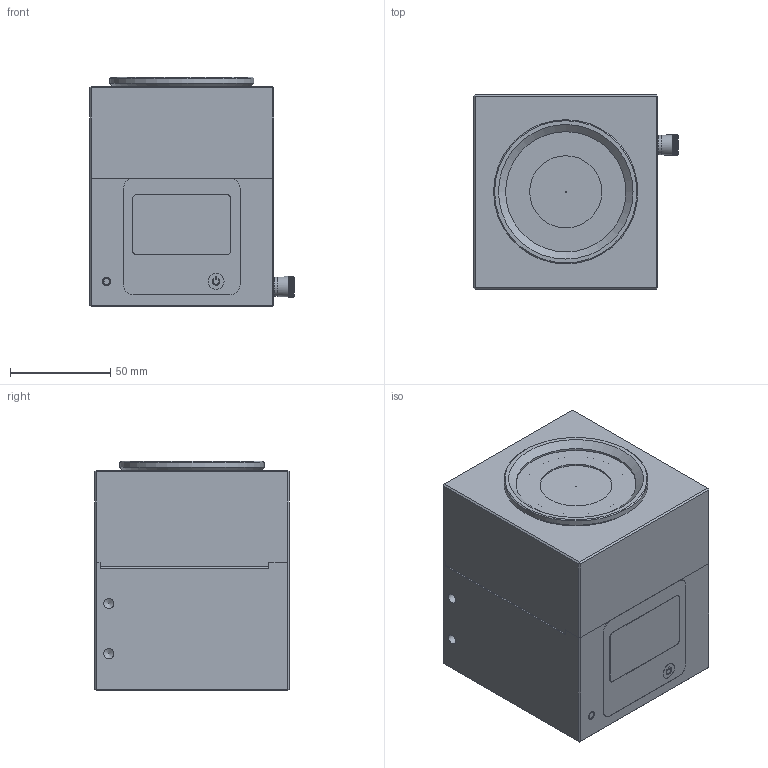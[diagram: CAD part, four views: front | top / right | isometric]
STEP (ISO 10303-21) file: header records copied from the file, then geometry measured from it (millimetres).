
FILE_DESCRIPTION(/* description */ (''),/* implementation_level */ '2;1');
FILE_NAME(/* name */ 'CUBE-L1-STEP',/* time_stamp */ '2020-11-30T09:40:33+01:00',/* author */ (''),/* organization */ (''),/* preprocessor_version */ 'ST-DEVELOPER v16.5',/* originating_system */ 'HiCAD 2020 2501.0 Build 260',/* authorisation */ '');
FILE_SCHEMA (('AUTOMOTIVE_DESIGN { 1 0 10303 214 1 1 1 1 }'));
Products named in the file (20): Root; Displayfolie; Sichtglas; Druckknopf; Schrift; kborC9D4rlcb; 629105136821; 2; 3; CUBE-R-Einrichtdeckel; Cube-L; cerl0408681F4gcs; Teil; sgro2E889B683on7; MLA
Assembly tree (19 placements, depth 4):
  Root
    Displayfolie
      Sichtglas
      Druckknopf
        Schrift
    kborC9D4rlcb
    629105136821
      2
      3
      3
      3
      3
      3
    CUBE-R-Einrichtdeckel
    Cube-L
    cerl0408681F4gcs
      Teil
      Teil
    sgro2E889B683on7
    MLA
Bounding box: 102.23 x 97 x 114.55 mm (x, y, z)
Volume: 974280 mm3; surface area: 99376.5 mm2
Topology: 18 solids, 18 shells, 1137 faces, 2784 edges, 1704 vertices
Faces by surface type: plane 731, cylinder 298, cone 73, sphere 13, bspline 12, torus 10
Full cylindrical faces by diameter (mm): 0.48 x4, 0.6 x3, 0.7 x4, 0.78 x3, 0.82 x3, 0.85 x3, 0.9 x3, 1.3 x6, 1.35 x3, 2 x3, 3.3 x2, 4 x1, 4.25 x1, 4.3 x1, 5 x9, 5.385 x1, 6.35 x1, 7 x1, 8 x3, 8.2 x1, 9.7 x1, 36 x1, 50 x1, 60 x1, 66 x1, 72 x1
Entity records: 59574 total; most frequent: CARTESIAN_POINT 6809, DIRECTION 5842, PRESENTATION_STYLE_ASSIGNMENT 5230, COLOUR_RGB 5219, DRAUGHTING_PRE_DEFINED_CURVE_FONT 5212, CURVE_STYLE 5212, OVER_RIDING_STYLED_ITEM 5212, ORIENTED_EDGE 5212
